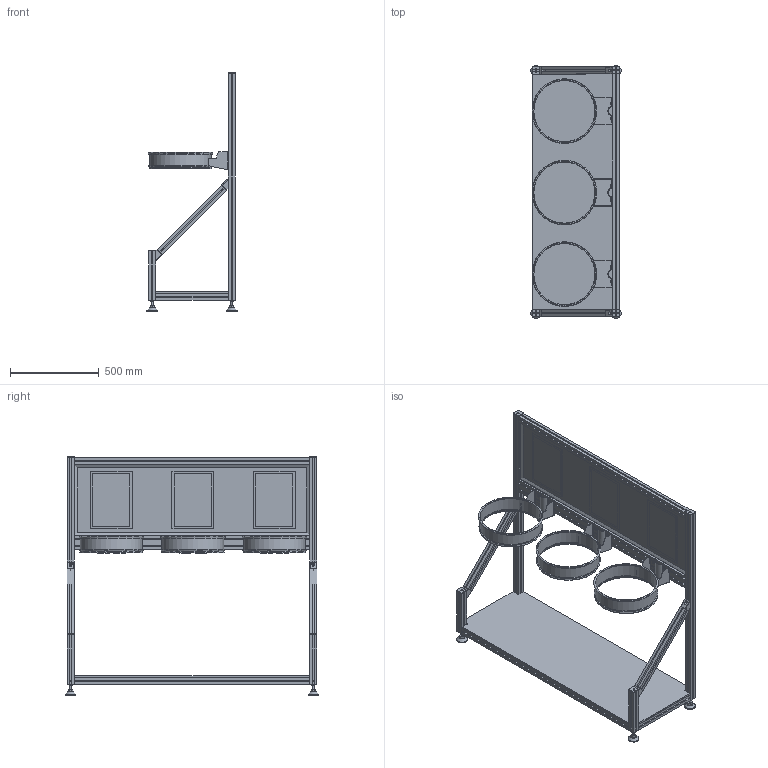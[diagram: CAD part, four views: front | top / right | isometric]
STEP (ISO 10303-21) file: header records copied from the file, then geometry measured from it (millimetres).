
FILE_DESCRIPTION(('STEP AP214'),'1');
FILE_NAME('Support poubelle.stp','2025-04-09T14:14:22',(' '),(' '),'Spatial InterOp 3D',' ',' ');
FILE_SCHEMA(('AUTOMOTIVE_DESIGN { 1 0 10303 214 1 1 1 1 }'));
Length unit declared in the file: millimetre
Products named in the file (44): Kit de fixation; Rondelle Z 8; Vis CHC - M8x14; Écrou 8 St M8; Support poubelle; Support document A4 magnétique; PanneauCompletEnRainure; Joint; Tole aluminium brut ep 3mm; Fixation standard 8 40 Zn ESD; Vis BHC - M8x20; agrafe 8-40; PanneauCompletEnApplique; Stratifié compact 10mm, blanc; Embout 8 40x40 gris; Pied D60 M10x75 Zn noir; Tige avec Ecrou type 1; Ecrou bas hexagonal M10; Socle Type 1; Kit equerre de renfort 8 40-45°; Equerre de renfort 8 40 45°; Vis BHC - M8x16; Vis BHC - M8x25; Fixation hors standard 8-40; Vis BHC - M8x18; Rondelle M 8; Profilé 8 40x40 léger; Profilé 8 80x40 léger
Assembly tree (76 placements, depth 4):
  Support poubelle
    Kit de fixation  x6
      Rondelle Z 8
      Vis CHC - M8x14
      Écrou 8 St M8
    Support poubelle  x3
      Support poubelle
      Support poubelle
      Support poubelle
    Support document A4 magnétique  x3
    PanneauCompletEnRainure
      Joint  x2
      Joint  x2
      Tole aluminium brut ep 3mm
    Fixation standard 8 40 Zn ESD  x10
      Vis BHC - M8x20
      agrafe 8-40
    PanneauCompletEnApplique
      Stratifié compact 10mm, blanc
    Embout 8 40x40 gris  x4
    Pied D60 M10x75 Zn noir  x4
      Tige avec Ecrou type 1
      Ecrou bas hexagonal M10
      Socle Type 1
    Kit equerre de renfort 8 40-45°  x4
      Equerre de renfort 8 40 45°
      Kit de fixation
        Vis BHC - M8x16
        Écrou 8 St M8
      Vis BHC - M8x25
    Fixation hors standard 8-40  x4
      Vis BHC - M8x18
      Rondelle M 8
    Profilé 8 40x40 léger
    Profilé 8 40x40 léger
    Profilé 8 40x40 léger
    Profilé 8 40x40 léger
    Profilé 8 40x40 léger
    Profilé 8 80x40 léger
    Profilé 8 40x40 léger
    Profilé 8 40x40 léger
    Profilé 8 40x40 léger
    Profilé 8 40x40 léger
    Profilé 8 40x40 léger
    Profilé 8 40x40 léger
Bounding box: 509 x 1429 x 1344 mm (x, y, z)
Volume: 25046962.5 mm3; surface area: 7498680.3 mm2
Topology: 108 solids, 108 shells, 2647 faces, 6912 edges, 4582 vertices
Faces by surface type: plane 1840, cylinder 703, cone 48, sphere 30, torus 15, extrusion 8, bspline 3
Full cylindrical faces by diameter (mm): 4 x10, 6.78 x19, 6.8 x46, 7 x22, 8 x56, 8.4 x10, 8.5 x20, 9 x26, 10 x4, 13 x6, 15 x6, 16 x4, 59 x4, 345 x3, 349 x3
Entity records: 39483 total; most frequent: CARTESIAN_POINT 5859, DIRECTION 3805, ORIENTED_EDGE 3608, EDGE_CURVE 1804, VECTOR 1381, LINE 1379, PROPERTY_DEFINITION_REPRESENTATION 1296, GENERAL_PROPERTY_ASSOCIATION 1296
